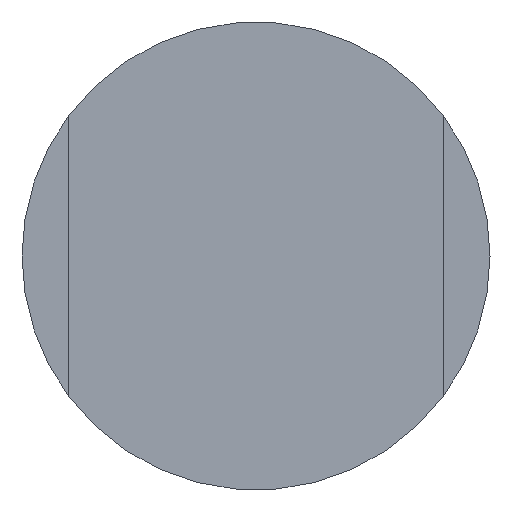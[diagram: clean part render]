
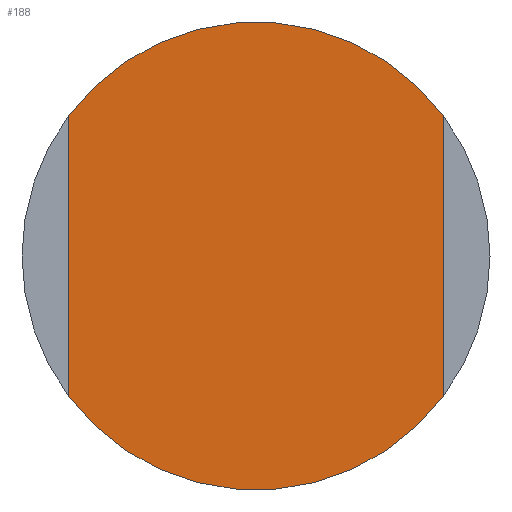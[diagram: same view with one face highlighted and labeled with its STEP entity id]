
A CAD part, left-side view. The second image highlights one B-rep face of the part: STEP entity #188.
In plain terms, the highlighted planar face has unit normal (-1, 0, 0).
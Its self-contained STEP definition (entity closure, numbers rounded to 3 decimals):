
#23=CIRCLE('',#207,2.5);
#24=CIRCLE('',#208,2.5);
#35=FACE_OUTER_BOUND('',#47,.T.);
#47=EDGE_LOOP('',(#164,#165,#166,#167));
#58=LINE('',#299,#74);
#62=LINE('',#310,#78);
#74=VECTOR('',#242,3.);
#78=VECTOR('',#252,3.);
#90=VERTEX_POINT('',#296);
#91=VERTEX_POINT('',#298);
#94=VERTEX_POINT('',#307);
#95=VERTEX_POINT('',#309);
#110=EDGE_CURVE('',#91,#90,#58,.T.);
#115=EDGE_CURVE('',#95,#94,#62,.T.);
#118=EDGE_CURVE('',#91,#94,#23,.T.);
#119=EDGE_CURVE('',#95,#90,#24,.T.);
#164=ORIENTED_EDGE('',*,*,#110,.T.);
#165=ORIENTED_EDGE('',*,*,#119,.F.);
#166=ORIENTED_EDGE('',*,*,#115,.T.);
#167=ORIENTED_EDGE('',*,*,#118,.F.);
#177=PLANE('',#209);
#188=ADVANCED_FACE('',(#35),#177,.T.);
#207=AXIS2_PLACEMENT_3D('',#315,#260,#261);
#208=AXIS2_PLACEMENT_3D('',#316,#262,#263);
#209=AXIS2_PLACEMENT_3D('',#317,#264,#265);
#242=DIRECTION('',(0.,0.,1.));
#252=DIRECTION('',(0.,0.,-1.));
#260=DIRECTION('center_axis',(1.,0.,0.));
#261=DIRECTION('ref_axis',(0.,1.,0.));
#262=DIRECTION('center_axis',(1.,0.,0.));
#263=DIRECTION('ref_axis',(0.,1.,0.));
#264=DIRECTION('center_axis',(-1.,0.,0.));
#265=DIRECTION('ref_axis',(0.,0.,1.));
#296=CARTESIAN_POINT('',(-9.75,-2.,1.5));
#298=CARTESIAN_POINT('',(-9.75,-2.,-1.5));
#299=CARTESIAN_POINT('',(-9.75,-2.,0.75));
#307=CARTESIAN_POINT('',(-9.75,2.,-1.5));
#309=CARTESIAN_POINT('',(-9.75,2.,1.5));
#310=CARTESIAN_POINT('',(-9.75,2.,-0.75));
#315=CARTESIAN_POINT('Origin',(-9.75,0.,0.));
#316=CARTESIAN_POINT('Origin',(-9.75,0.,0.));
#317=CARTESIAN_POINT('Origin',(-9.75,1.25,0.));
